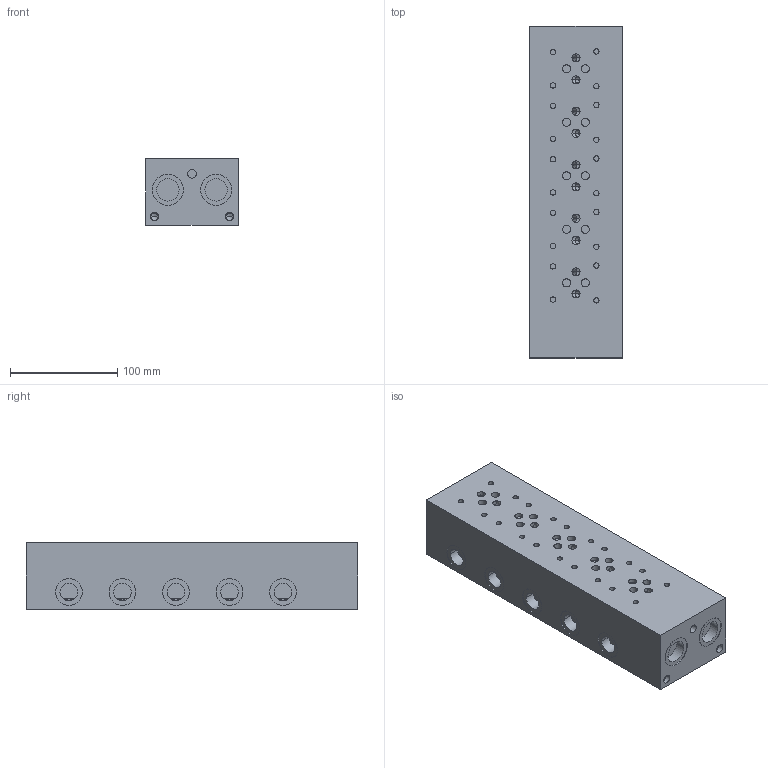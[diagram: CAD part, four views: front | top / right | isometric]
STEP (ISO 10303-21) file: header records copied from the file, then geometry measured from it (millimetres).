
FILE_DESCRIPTION( ( 'STEP AP214' ), '1' );
FILE_NAME( 'tmp0.step', '2010-08-26T16:00:41', ( ' ' ), ( ' ' ), 'XStep 1.0', ' ', ' ' );
FILE_SCHEMA( ( 'automotive_design' ) );
Length unit declared in the file: millimetre
Products named in the file (1): 1
Bounding box: 86 x 310 x 62 mm (x, y, z)
Volume: 1572284.3 mm3; surface area: 128329.2 mm2
Topology: 1 solids, 1 shells, 451 faces, 1093 edges, 685 vertices
Faces by surface type: cylinder 274, plane 125, cone 52
Entity records: 26331 total; most frequent: CARTESIAN_POINT 3222, DIRECTION 2406, STYLED_ITEM 2198, PRESENTATION_STYLE_ASSIGNMENT 2198, COLOUR_RGB 2198, ORIENTED_EDGE 2122, EDGE_CURVE 1061, CURVE_STYLE 1061
